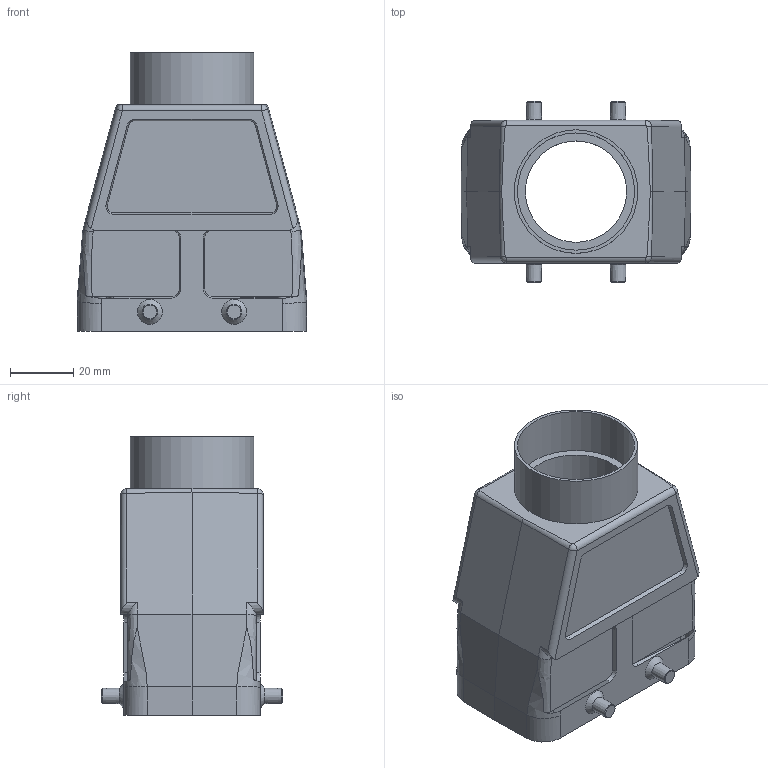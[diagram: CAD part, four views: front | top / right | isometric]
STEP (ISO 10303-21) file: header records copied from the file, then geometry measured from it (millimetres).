
FILE_DESCRIPTION(/* description */ (''),/* implementation_level */ '2;1');
FILE_NAME(/* name */ '100178728ugm000_c.stp',/* time_stamp */ '2019-08-01T07:53:59+02:00',/* author */ (''),/* organization */ (''),/* preprocessor_version */ 'ST-DEVELOPER v16.7',/* originating_system */ 'SIEMENS PLM Software NX 12.0',/* authorisation */ '');
FILE_SCHEMA (('AUTOMOTIVE_DESIGN { 1 0 10303 214 3 1 1 1 }'));
Length unit declared in the file: millimetre
Products named in the file (1): 100178728ugm000_c
Bounding box: 72.6 x 57.2 x 88.1 mm (x, y, z)
Volume: 61145.4 mm3; surface area: 37436.9 mm2
Topology: 1 solids, 2 shells, 303 faces, 787 edges, 512 vertices
Faces by surface type: plane 174, cylinder 60, cone 40, bspline 19, sphere 8, torus 2
Full cylindrical faces by diameter (mm): 3 x4, 32 x1, 35 x1, 35.6 x1, 37 x1, 39 x1
Entity records: 11218 total; most frequent: CARTESIAN_POINT 3269, ORIENTED_EDGE 1496, DIRECTION 1401, EDGE_CURVE 748, VERTEX_POINT 503, AXIS2_PLACEMENT_3D 478, LINE 445, VECTOR 445
